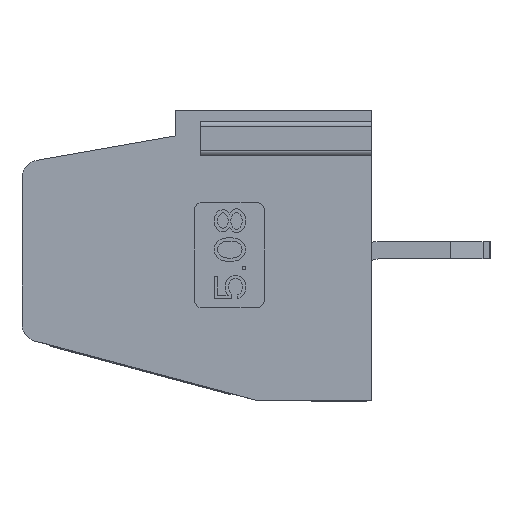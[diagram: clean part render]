
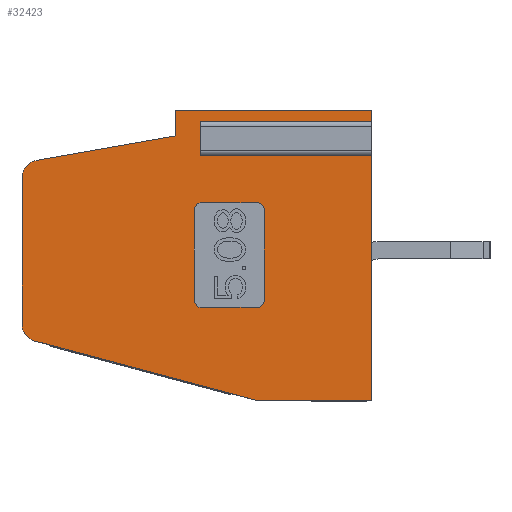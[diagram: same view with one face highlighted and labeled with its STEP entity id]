
A CAD part, left-side view. The second image highlights one B-rep face of the part: STEP entity #32423.
In plain terms, the highlighted planar face has unit normal (-1, 0, 0).
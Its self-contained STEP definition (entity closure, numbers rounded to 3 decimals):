
#2=DIRECTION('',(0.,0.,1.));
#3=VECTOR('',#2,0.908);
#4=CARTESIAN_POINT('',(0.,4.9,-1.254));
#5=LINE('',#4,#3);
#6=DIRECTION('',(0.,1.,0.));
#7=VECTOR('',#6,4.9);
#8=CARTESIAN_POINT('',(0.,0.,-1.254));
#9=LINE('',#8,#7);
#10=DIRECTION('',(0.,0.,-1.));
#11=VECTOR('',#10,7.046);
#12=CARTESIAN_POINT('',(0.,0.,-1.254));
#13=LINE('',#12,#11);
#14=DIRECTION('',(0.,1.,0.));
#15=VECTOR('',#14,3.282);
#16=CARTESIAN_POINT('',(0.,0.,-8.3));
#17=LINE('',#16,#15);
#18=DIRECTION('',(0.,0.966,0.259));
#19=VECTOR('',#18,6.571);
#20=CARTESIAN_POINT('',(0.,3.282,-8.3));
#21=LINE('',#20,#19);
#22=DIRECTION('',(0.,0.,1.));
#23=VECTOR('',#22,4.197);
#24=CARTESIAN_POINT('',(0.,10.,-6.116));
#25=LINE('',#24,#23);
#26=DIRECTION('',(0.,-0.985,0.174));
#27=VECTOR('',#26,4.048);
#28=CARTESIAN_POINT('',(0.,9.587,-1.427));
#29=LINE('',#28,#27);
#30=DIRECTION('',(0.,0.,1.));
#31=VECTOR('',#30,0.724);
#32=CARTESIAN_POINT('',(0.,5.6,-0.724));
#33=LINE('',#32,#31);
#34=DIRECTION('',(0.,-1.,0.));
#35=VECTOR('',#34,5.6);
#36=CARTESIAN_POINT('',(0.,5.6,0.));
#37=LINE('',#36,#35);
#38=DIRECTION('',(0.,0.,-1.));
#39=VECTOR('',#38,0.346);
#40=CARTESIAN_POINT('',(0.,0.,0.));
#41=LINE('',#40,#39);
#42=DIRECTION('',(0.,1.,0.));
#43=VECTOR('',#42,4.9);
#44=CARTESIAN_POINT('',(0.,0.,-0.346));
#45=LINE('',#44,#43);
#46=CARTESIAN_POINT('',(0.,4.864,-5.438));
#47=DIRECTION('',(-1.,0.,0.));
#48=DIRECTION('',(0.,1.,0.));
#49=AXIS2_PLACEMENT_3D('',#46,#47,#48);
#51=DIRECTION('',(0.,-1.,0.));
#52=VECTOR('',#51,1.6);
#53=CARTESIAN_POINT('',(0.,4.864,-5.638));
#54=LINE('',#53,#52);
#55=CARTESIAN_POINT('',(0.,3.264,-5.438));
#56=DIRECTION('',(-1.,0.,0.));
#57=DIRECTION('',(0.,0.,-1.));
#58=AXIS2_PLACEMENT_3D('',#55,#56,#57);
#60=DIRECTION('',(0.,0.,1.));
#61=VECTOR('',#60,2.6);
#62=CARTESIAN_POINT('',(0.,3.064,-5.438));
#63=LINE('',#62,#61);
#64=CARTESIAN_POINT('',(0.,3.264,-2.838));
#65=DIRECTION('',(-1.,0.,0.));
#66=DIRECTION('',(0.,-1.,0.));
#67=AXIS2_PLACEMENT_3D('',#64,#65,#66);
#69=DIRECTION('',(0.,1.,0.));
#70=VECTOR('',#69,1.6);
#71=CARTESIAN_POINT('',(0.,3.264,-2.638));
#72=LINE('',#71,#70);
#73=CARTESIAN_POINT('',(0.,4.864,-2.838));
#74=DIRECTION('',(-1.,0.,0.));
#75=DIRECTION('',(0.,0.,1.));
#76=AXIS2_PLACEMENT_3D('',#73,#74,#75);
#78=DIRECTION('',(0.,0.,-1.));
#79=VECTOR('',#78,2.6);
#80=CARTESIAN_POINT('',(0.,5.064,-2.838));
#81=LINE('',#80,#79);
#499=CARTESIAN_POINT('',(0.,9.5,-1.92));
#500=DIRECTION('',(-1.,0.,0.));
#501=DIRECTION('',(0.,0.174,0.985));
#502=AXIS2_PLACEMENT_3D('',#499,#500,#501);
#568=CARTESIAN_POINT('',(0.,9.5,-6.116));
#569=DIRECTION('',(-1.,0.,0.));
#570=DIRECTION('',(0.,1.,0.));
#571=AXIS2_PLACEMENT_3D('',#568,#569,#570);
#27131=CARTESIAN_POINT('',(0.,0.,-8.3));
#27132=CARTESIAN_POINT('',(0.,3.282,-8.3));
#27133=VERTEX_POINT('',#27131);
#27134=VERTEX_POINT('',#27132);
#27135=CARTESIAN_POINT('',(0.,5.6,-0.724));
#27136=CARTESIAN_POINT('',(0.,5.6,0.));
#27137=VERTEX_POINT('',#27135);
#27138=VERTEX_POINT('',#27136);
#27139=CARTESIAN_POINT('',(0.,0.,0.));
#27140=VERTEX_POINT('',#27139);
#27225=CARTESIAN_POINT('',(0.,0.,-0.346));
#27226=VERTEX_POINT('',#27225);
#27227=CARTESIAN_POINT('',(0.,0.,-1.254));
#27228=VERTEX_POINT('',#27227);
#27229=CARTESIAN_POINT('',(0.,4.9,-0.346));
#27230=VERTEX_POINT('',#27229);
#27231=CARTESIAN_POINT('',(0.,4.9,-1.254));
#27232=VERTEX_POINT('',#27231);
#27265=CARTESIAN_POINT('',(0.,10.,-1.92));
#27267=VERTEX_POINT('',#27265);
#27269=CARTESIAN_POINT('',(0.,9.587,-1.427));
#27271=VERTEX_POINT('',#27269);
#27274=CARTESIAN_POINT('',(0.,10.,-6.116));
#27276=VERTEX_POINT('',#27274);
#27277=CARTESIAN_POINT('',(0.,9.629,-6.599));
#27278=VERTEX_POINT('',#27277);
#27487=CARTESIAN_POINT('',(0.,5.064,-5.438));
#27488=CARTESIAN_POINT('',(0.,4.864,-5.638));
#27489=VERTEX_POINT('',#27487);
#27490=VERTEX_POINT('',#27488);
#27491=CARTESIAN_POINT('',(0.,3.264,-5.638));
#27492=VERTEX_POINT('',#27491);
#27493=CARTESIAN_POINT('',(0.,3.064,-5.438));
#27494=VERTEX_POINT('',#27493);
#27495=CARTESIAN_POINT('',(0.,3.064,-2.838));
#27496=VERTEX_POINT('',#27495);
#27497=CARTESIAN_POINT('',(0.,3.264,-2.638));
#27498=VERTEX_POINT('',#27497);
#27499=CARTESIAN_POINT('',(0.,4.864,-2.638));
#27500=VERTEX_POINT('',#27499);
#27501=CARTESIAN_POINT('',(0.,5.064,-2.838));
#27502=VERTEX_POINT('',#27501);
#32372=CARTESIAN_POINT('',(0.,0.,0.));
#32373=DIRECTION('',(1.,0.,0.));
#32374=DIRECTION('',(0.,0.,-1.));
#32375=AXIS2_PLACEMENT_3D('',#32372,#32373,#32374);
#32376=PLANE('',#32375);
#32378=ORIENTED_EDGE('',*,*,#32377,.F.);
#32380=ORIENTED_EDGE('',*,*,#32379,.F.);
#32382=ORIENTED_EDGE('',*,*,#32381,.T.);
#32384=ORIENTED_EDGE('',*,*,#32383,.T.);
#32386=ORIENTED_EDGE('',*,*,#32385,.T.);
#32388=ORIENTED_EDGE('',*,*,#32387,.F.);
#32390=ORIENTED_EDGE('',*,*,#32389,.T.);
#32392=ORIENTED_EDGE('',*,*,#32391,.F.);
#32394=ORIENTED_EDGE('',*,*,#32393,.T.);
#32396=ORIENTED_EDGE('',*,*,#32395,.T.);
#32398=ORIENTED_EDGE('',*,*,#32397,.T.);
#32400=ORIENTED_EDGE('',*,*,#32399,.T.);
#32402=ORIENTED_EDGE('',*,*,#32401,.T.);
#32403=EDGE_LOOP('',(#32378,#32380,#32382,#32384,#32386,#32388,#32390,#32392,
#32394,#32396,#32398,#32400,#32402));
#32404=FACE_OUTER_BOUND('',#32403,.F.);
#32406=ORIENTED_EDGE('',*,*,#32405,.T.);
#32408=ORIENTED_EDGE('',*,*,#32407,.T.);
#32410=ORIENTED_EDGE('',*,*,#32409,.T.);
#32412=ORIENTED_EDGE('',*,*,#32411,.T.);
#32414=ORIENTED_EDGE('',*,*,#32413,.T.);
#32416=ORIENTED_EDGE('',*,*,#32415,.T.);
#32418=ORIENTED_EDGE('',*,*,#32417,.T.);
#32420=ORIENTED_EDGE('',*,*,#32419,.T.);
#32421=EDGE_LOOP('',(#32406,#32408,#32410,#32412,#32414,#32416,#32418,#32420));
#32422=FACE_BOUND('',#32421,.F.);
#32423=ADVANCED_FACE('',(#32404,#32422),#32376,.F.);
#50=CIRCLE('',#49,0.2);
#59=CIRCLE('',#58,0.2);
#68=CIRCLE('',#67,0.2);
#77=CIRCLE('',#76,0.2);
#503=CIRCLE('',#502,0.5);
#572=CIRCLE('',#571,0.5);
#32377=EDGE_CURVE('',#27232,#27230,#5,.T.);
#32379=EDGE_CURVE('',#27228,#27232,#9,.T.);
#32381=EDGE_CURVE('',#27228,#27133,#13,.T.);
#32383=EDGE_CURVE('',#27133,#27134,#17,.T.);
#32385=EDGE_CURVE('',#27134,#27278,#21,.T.);
#32387=EDGE_CURVE('',#27276,#27278,#572,.T.);
#32389=EDGE_CURVE('',#27276,#27267,#25,.T.);
#32391=EDGE_CURVE('',#27271,#27267,#503,.T.);
#32393=EDGE_CURVE('',#27271,#27137,#29,.T.);
#32395=EDGE_CURVE('',#27137,#27138,#33,.T.);
#32397=EDGE_CURVE('',#27138,#27140,#37,.T.);
#32399=EDGE_CURVE('',#27140,#27226,#41,.T.);
#32401=EDGE_CURVE('',#27226,#27230,#45,.T.);
#32405=EDGE_CURVE('',#27489,#27490,#50,.T.);
#32407=EDGE_CURVE('',#27490,#27492,#54,.T.);
#32409=EDGE_CURVE('',#27492,#27494,#59,.T.);
#32411=EDGE_CURVE('',#27494,#27496,#63,.T.);
#32413=EDGE_CURVE('',#27496,#27498,#68,.T.);
#32415=EDGE_CURVE('',#27498,#27500,#72,.T.);
#32417=EDGE_CURVE('',#27500,#27502,#77,.T.);
#32419=EDGE_CURVE('',#27502,#27489,#81,.T.);
